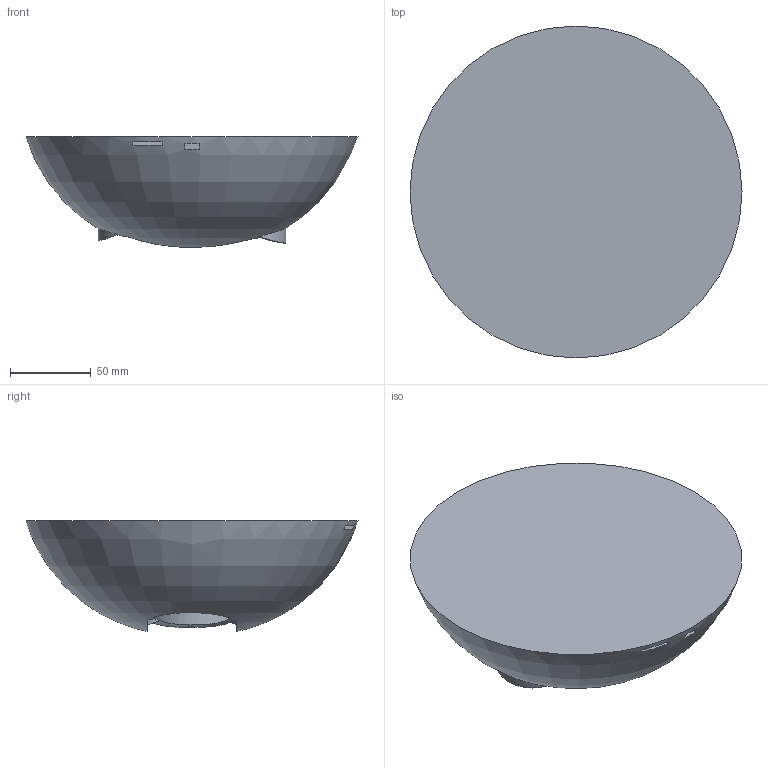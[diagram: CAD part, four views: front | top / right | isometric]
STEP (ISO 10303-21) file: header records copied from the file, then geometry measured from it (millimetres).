
FILE_DESCRIPTION(/* description */ ('STEP AP242','CAx-IF Rec.Pracs.---Representation and Presentation of Product Manufacturing Information (PMI)---4.0---2014-10-13','CAx-IF Rec.Pracs.---3D Tessellated Geometry---0.4---2014-09-14','2;1'),/* implementation_level */ '2;1');
FILE_NAME(/* name */ '68890c6ca6ede90d660de45e',/* time_stamp */ '2025-07-29T18:01:18Z',/* author */ (''),/* organization */ (''),/* preprocessor_version */ 'ST-DEVELOPER v20',/* originating_system */ 'ONSHAPE BY PTC INC, 1.201',/* authorisation */ ' ');
FILE_SCHEMA (('AP242_MANAGED_MODEL_BASED_3D_ENGINEERING_MIM_LF { 1 0 10303 442 1 1 4 }'));
Length unit declared in the file: metre
Products named in the file (1): Part 1
Bounding box: 205.28 x 205.28 x 68.48 mm (x, y, z)
Volume: 332852.8 mm3; surface area: 145654.2 mm2
Topology: 1 solids, 1 shells, 27 faces, 70 edges, 46 vertices
Faces by surface type: plane 13, cylinder 8, bspline 4, torus 2
Full cylindrical faces by diameter (mm): 7.563 x1, 186.44 x1
Entity records: 1590 total; most frequent: CARTESIAN_POINT 1012, ORIENTED_EDGE 118, DIRECTION 92, EDGE_CURVE 59, VERTEX_POINT 40, EDGE_LOOP 39, FACE_BOUND 39, AXIS2_PLACEMENT_3D 38
